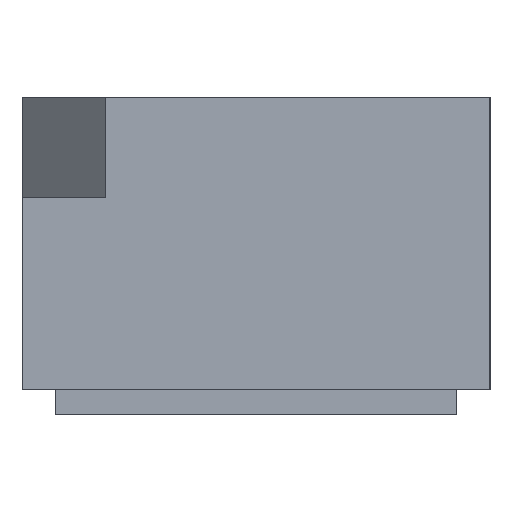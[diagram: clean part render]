
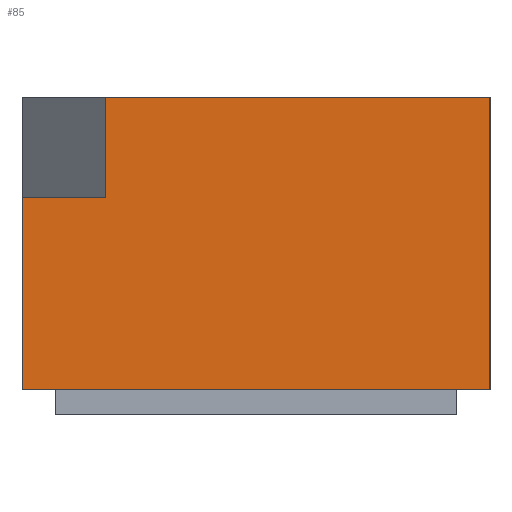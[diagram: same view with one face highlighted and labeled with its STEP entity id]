
A CAD part, left-side view. The second image highlights one B-rep face of the part: STEP entity #85.
In plain terms, the highlighted planar face has unit normal (-1, 0, 0).
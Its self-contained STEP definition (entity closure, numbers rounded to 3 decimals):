
#85=ADVANCED_FACE('',(#281),#283,.T.);
#281=FACE_BOUND('',#282,.T.);
#282=EDGE_LOOP('',(#426,#427,#428,#429,#430,#431,#432,#433));
#283=PLANE('',#284);
#284=AXIS2_PLACEMENT_3D('',#285,#286,#287);
#285=CARTESIAN_POINT('',(0.,2.8,0.));
#286=DIRECTION('',(-1.,0.,0.));
#287=DIRECTION('',(0.,-1.,0.));
#426=ORIENTED_EDGE('',*,*,#525,.T.);
#427=ORIENTED_EDGE('',*,*,#528,.T.);
#428=ORIENTED_EDGE('',*,*,#529,.F.);
#429=ORIENTED_EDGE('',*,*,#530,.T.);
#430=ORIENTED_EDGE('',*,*,#531,.F.);
#431=ORIENTED_EDGE('',*,*,#532,.T.);
#432=ORIENTED_EDGE('',*,*,#533,.T.);
#433=ORIENTED_EDGE('',*,*,#519,.F.);
#519=EDGE_CURVE('',#571,#573,#574,.T.);
#525=EDGE_CURVE('',#571,#584,#585,.F.);
#528=EDGE_CURVE('',#584,#589,#590,.T.);
#529=EDGE_CURVE('',#591,#589,#592,.T.);
#530=EDGE_CURVE('',#591,#593,#594,.T.);
#531=EDGE_CURVE('',#595,#593,#596,.F.);
#532=EDGE_CURVE('',#595,#597,#598,.T.);
#533=EDGE_CURVE('',#597,#573,#599,.T.);
#571=VERTEX_POINT('',#657);
#573=VERTEX_POINT('',#661);
#574=LINE('',#662,#663);
#584=VERTEX_POINT('',#686);
#585=LINE('',#687,#688);
#589=VERTEX_POINT('',#697);
#590=LINE('',#698,#699);
#591=VERTEX_POINT('',#701);
#592=LINE('',#702,#703);
#593=VERTEX_POINT('',#705);
#594=LINE('',#706,#707);
#595=VERTEX_POINT('',#709);
#596=LINE('',#710,#711);
#597=VERTEX_POINT('',#713);
#598=LINE('',#714,#715);
#599=LINE('',#717,#718);
#657=CARTESIAN_POINT('',(0.,2.3,1.75));
#661=CARTESIAN_POINT('',(0.,0.,1.75));
#662=CARTESIAN_POINT('',(0.,2.3,1.75));
#663=VECTOR('',#664,1.);
#664=DIRECTION('',(0.,-1.,0.));
#686=CARTESIAN_POINT('',(0.,2.3,1.15));
#687=CARTESIAN_POINT('',(0.,2.3,1.15));
#688=VECTOR('',#689,1.);
#689=DIRECTION('',(0.,0.,1.));
#697=CARTESIAN_POINT('',(0.,2.8,1.15));
#698=CARTESIAN_POINT('',(0.,2.3,1.15));
#699=VECTOR('',#700,1.);
#700=DIRECTION('',(0.,1.,0.));
#701=CARTESIAN_POINT('',(0.,2.8,0.));
#702=CARTESIAN_POINT('',(0.,2.8,0.));
#703=VECTOR('',#704,1.);
#704=DIRECTION('',(0.,0.,1.));
#705=CARTESIAN_POINT('',(0.,2.6,0.));
#706=CARTESIAN_POINT('',(0.,2.8,0.));
#707=VECTOR('',#708,1.);
#708=DIRECTION('',(0.,-1.,0.));
#709=CARTESIAN_POINT('',(0.,0.2,0.));
#710=CARTESIAN_POINT('',(0.,2.6,0.));
#711=VECTOR('',#712,1.);
#712=DIRECTION('',(0.,-1.,0.));
#713=CARTESIAN_POINT('',(0.,0.,0.));
#714=CARTESIAN_POINT('',(0.,0.2,0.));
#715=VECTOR('',#716,1.);
#716=DIRECTION('',(0.,-1.,0.));
#717=CARTESIAN_POINT('',(0.,0.,0.));
#718=VECTOR('',#719,1.);
#719=DIRECTION('',(0.,0.,1.));
